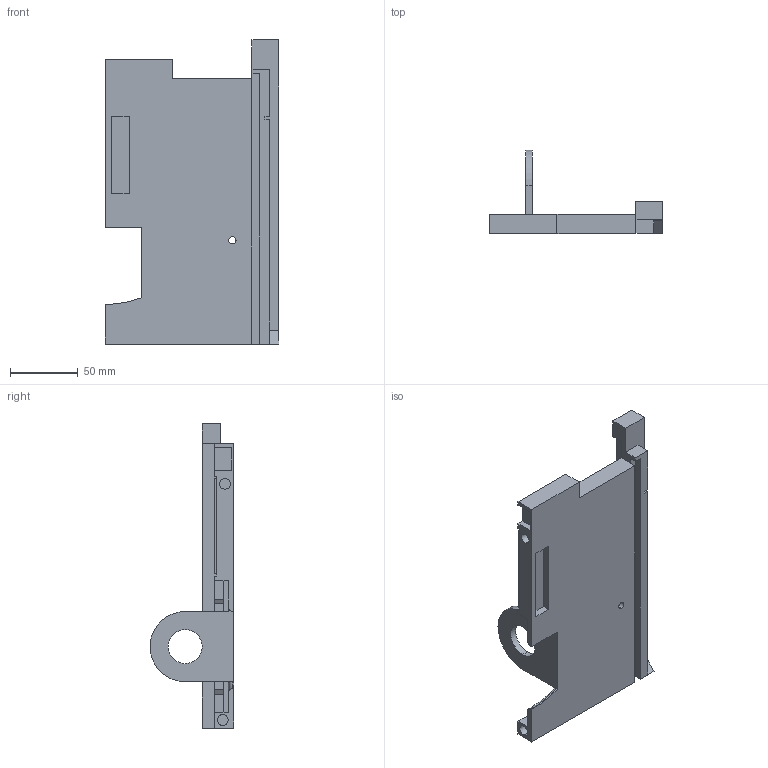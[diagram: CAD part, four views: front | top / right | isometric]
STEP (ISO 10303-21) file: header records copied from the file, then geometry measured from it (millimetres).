
FILE_DESCRIPTION (( 'STEP AP214' ), '1' );
FILE_NAME ('body-top-left.STEP', '2024-04-27T07:49:11', ( '' ), ( '' ), 'SwSTEP 2.0', 'SolidWorks 2023', '' );
FILE_SCHEMA (( 'AUTOMOTIVE_DESIGN' ));
Length unit declared in the file: millimetre
Products named in the file (1): body-top-left
Bounding box: 127.5 x 61.67 x 224 mm (x, y, z)
Volume: 300023.4 mm3; surface area: 77621.2 mm2
Topology: 1 solids, 1 shells, 106 faces, 289 edges, 189 vertices
Faces by surface type: plane 92, cylinder 12, bspline 2
Entity records: 3464 total; most frequent: CARTESIAN_POINT 748, ORIENTED_EDGE 578, DIRECTION 518, EDGE_CURVE 289, LINE 258, VECTOR 258, VERTEX_POINT 189, AXIS2_PLACEMENT_3D 130
